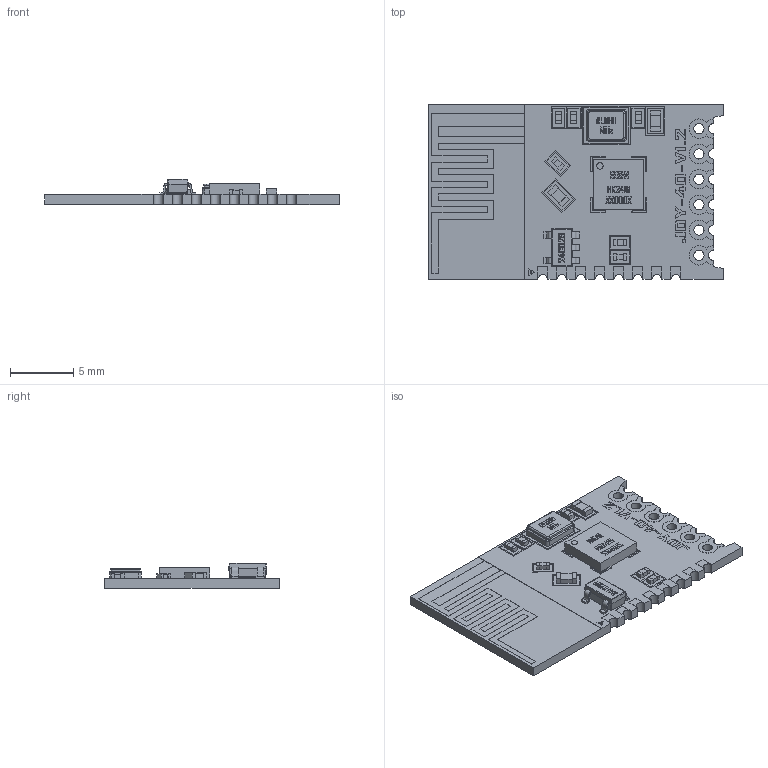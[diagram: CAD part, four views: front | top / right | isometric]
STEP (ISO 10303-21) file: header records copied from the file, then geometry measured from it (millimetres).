
FILE_DESCRIPTION (( 'STEP AP214' ), '1' );
FILE_NAME ('JDY-40-V1.2_rev1.0.STEP', '2023-12-23T20:18:00', ( '' ), ( '' ), 'SwSTEP 2.0', 'SolidWorks 2023', '' );
FILE_SCHEMA (( 'AUTOMOTIVE_DESIGN' ));
Length unit declared in the file: millimetre
Products named in the file (1): JDY-40-V1.2_rev1.0
Bounding box: 23.25 x 13.8 x 1.99 mm (x, y, z)
Volume: 269.6 mm3; surface area: 750.3 mm2
Topology: 7 solids, 7 shells, 680 faces, 2384 edges, 1840 vertices
Faces by surface type: plane 486, cylinder 108, bspline 78, torus 8
Entity records: 37329 total; most frequent: CARTESIAN_POINT 9505, ORIENTED_EDGE 4768, DIRECTION 3497, EDGE_CURVE 2384, VERTEX_POINT 1840, LINE 1815, VECTOR 1815, AXIS2_PLACEMENT_3D 841
